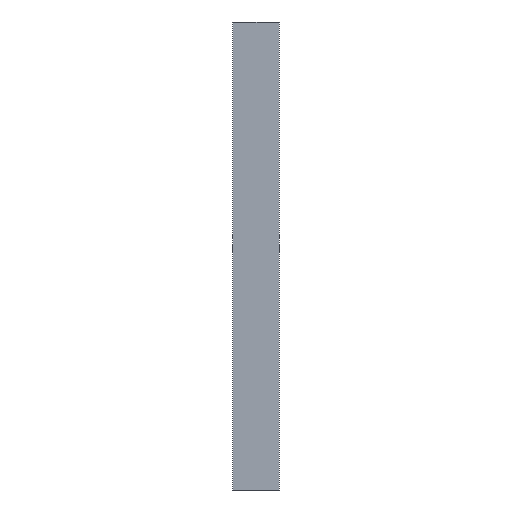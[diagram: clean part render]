
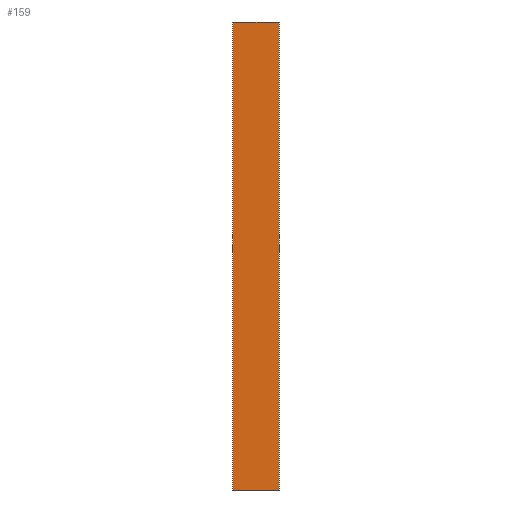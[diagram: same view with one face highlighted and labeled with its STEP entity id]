
A CAD part, front view. The second image highlights one B-rep face of the part: STEP entity #159.
In plain terms, the highlighted planar face has unit normal (0, -1, 0).
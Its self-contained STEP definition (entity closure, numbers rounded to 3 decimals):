
#8 = EDGE_CURVE ( 'NONE', #612, #507, #294, .T. ) ;
#19 = EDGE_CURVE ( 'NONE', #174, #612, #312, .T. ) ;
#21 = EDGE_CURVE ( 'NONE', #516, #507, #299, .T. ) ;
#75 = AXIS2_PLACEMENT_3D ( 'NONE', #446, #445, #444 ) ;
#145 = EDGE_CURVE ( 'NONE', #174, #516, #935, .T. ) ;
#159 = ADVANCED_FACE ( 'NONE', ( #954 ), #449, .F. ) ;
#174 = VERTEX_POINT ( 'NONE', #395 ) ;
#188 = ORIENTED_EDGE ( 'NONE', *, *, #19, .T. ) ;
#189 = ORIENTED_EDGE ( 'NONE', *, *, #145, .F. ) ;
#190 = ORIENTED_EDGE ( 'NONE', *, *, #21, .F. ) ;
#191 = ORIENTED_EDGE ( 'NONE', *, *, #8, .T. ) ;
#282 = EDGE_LOOP ( 'NONE', ( #191, #190, #189, #188 ) ) ;
#294 = LINE ( 'NONE', #711, #298 ) ;
#298 = VECTOR ( 'NONE', #716, 1000. ) ;
#299 = LINE ( 'NONE', #651, #852 ) ;
#312 = LINE ( 'NONE', #649, #315 ) ;
#315 = VECTOR ( 'NONE', #638, 1000. ) ;
#375 = CARTESIAN_POINT ( 'NONE',  ( 387.487, 36.636, 1000. ) ) ;
#389 = CARTESIAN_POINT ( 'NONE',  ( 387.487, 36.636, 0. ) ) ;
#392 = DIRECTION ( 'NONE',  ( 1., 0., 0. ) ) ;
#395 = CARTESIAN_POINT ( 'NONE',  ( 288.487, 36.636, 1000. ) ) ;
#397 = CARTESIAN_POINT ( 'NONE',  ( 387.487, 36.636, 1000. ) ) ;
#444 = DIRECTION ( 'NONE',  ( 0., 0., 1. ) ) ;
#445 = DIRECTION ( 'NONE',  ( 0., 1., 0. ) ) ;
#446 = CARTESIAN_POINT ( 'NONE',  ( 387.487, 36.636, 1000. ) ) ;
#449 = PLANE ( 'NONE',  #75 ) ;
#507 = VERTEX_POINT ( 'NONE', #389 ) ;
#516 = VERTEX_POINT ( 'NONE', #375 ) ;
#612 = VERTEX_POINT ( 'NONE', #825 ) ;
#628 = DIRECTION ( 'NONE',  ( 0., 0., -1. ) ) ;
#638 = DIRECTION ( 'NONE',  ( 0., 0., -1. ) ) ;
#649 = CARTESIAN_POINT ( 'NONE',  ( 288.487, 36.636, 1000. ) ) ;
#651 = CARTESIAN_POINT ( 'NONE',  ( 387.487, 36.636, 1000. ) ) ;
#711 = CARTESIAN_POINT ( 'NONE',  ( 387.487, 36.636, 0. ) ) ;
#716 = DIRECTION ( 'NONE',  ( 1., 0., 0. ) ) ;
#825 = CARTESIAN_POINT ( 'NONE',  ( 288.487, 36.636, 0. ) ) ;
#852 = VECTOR ( 'NONE', #628, 1000. ) ;
#935 = LINE ( 'NONE', #397, #938 ) ;
#938 = VECTOR ( 'NONE', #392, 1000. ) ;
#954 = FACE_OUTER_BOUND ( 'NONE', #282, .T. ) ;
